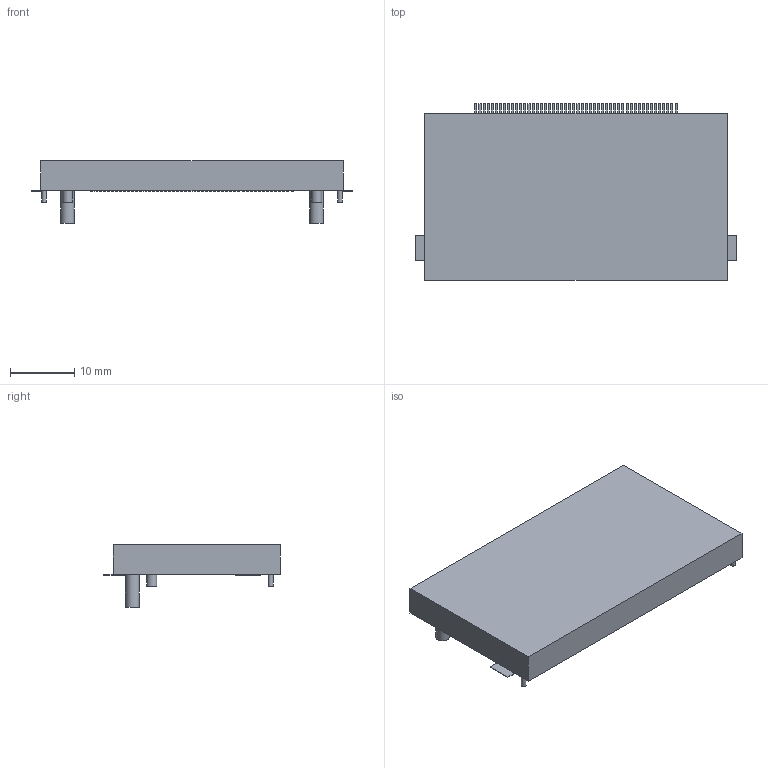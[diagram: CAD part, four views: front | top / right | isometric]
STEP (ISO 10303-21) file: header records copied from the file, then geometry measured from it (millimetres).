
FILE_DESCRIPTION(('FreeCAD Model'),'2;1');
FILE_NAME('654950.2.5.stp','2020-06-02T10:18:00',( 'Author'),(''),'Open CASCADE STEP processor 6.9','FreeCAD','Unknown' );
FILE_SCHEMA(('AUTOMOTIVE_DESIGN { 1 0 10303 214 1 1 1 1 }'));
Length unit declared in the file: millimetre
Products named in the file (5): ASSEMBLY; Body; Pins; Lugs; Leads
Assembly tree (14 placements, depth 2):
  ASSEMBLY
    Body
    Pins
    Lugs  x6
    Leads  x6
Bounding box: 49.9 x 27.46 x 9.75 mm (x, y, z)
Volume: 5963.2 mm3; surface area: 4024.1 mm2
Topology: 89 solids, 89 shells, 426 faces, 744 edges, 496 vertices
Faces by surface type: plane 390, cylinder 36
Full cylindrical faces by diameter (mm): 0.73 x12, 1.58 x12, 2.15 x12
Entity records: 17475 total; most frequent: CARTESIAN_POINT 2749, DIRECTION 2676, LINE 1938, VECTOR 1938, ORIENTED_EDGE 1308, PCURVE 1308, DEFINITIONAL_REPRESENTATION 1308, EDGE_CURVE 654
